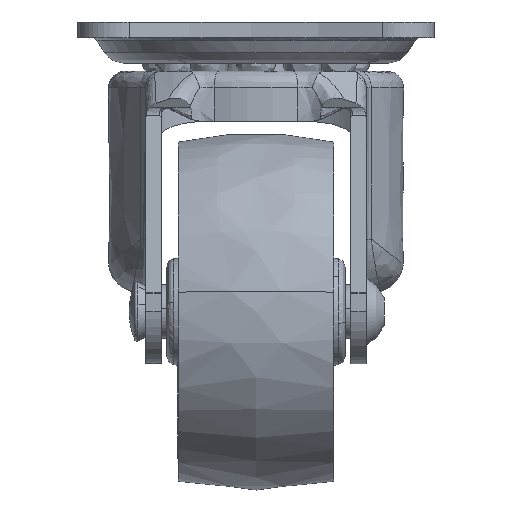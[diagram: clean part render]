
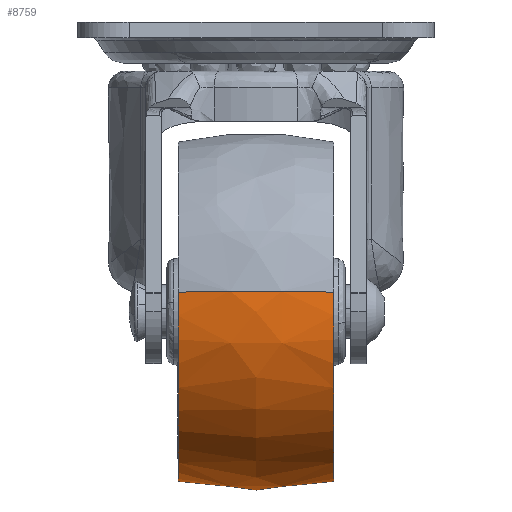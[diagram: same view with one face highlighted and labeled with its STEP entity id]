
A CAD part, left-side view. The second image highlights one B-rep face of the part: STEP entity #8759.
In plain terms, the highlighted free-form (B-spline) face has degree [2, 2] with [5, 9] control points.
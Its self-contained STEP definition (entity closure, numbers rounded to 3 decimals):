
#8602=CARTESIAN_POINT('',(-14.959,-7.702,1.739));
#8603=CARTESIAN_POINT('',(-15.893,-3.908,1.847));
#8604=CARTESIAN_POINT('',(-15.893,0.0,1.847));
#8605=CARTESIAN_POINT('',(-15.893,3.908,1.847));
#8606=CARTESIAN_POINT('',(-14.959,7.702,1.739));
#8607=CARTESIAN_POINT('',(-15.059,-7.702,0.872));
#8608=CARTESIAN_POINT('',(-16.,-3.908,0.927));
#8609=CARTESIAN_POINT('',(-16.0,0.0,0.927));
#8610=CARTESIAN_POINT('',(-16.,3.908,0.927));
#8611=CARTESIAN_POINT('',(-15.059,7.702,0.872));
#8612=CARTESIAN_POINT('',(-15.059,-7.702,0.0));
#8613=CARTESIAN_POINT('',(-16.,-3.908,0.0));
#8614=CARTESIAN_POINT('',(-16.0,0.0,0.0));
#8615=CARTESIAN_POINT('',(-16.0,3.908,0.0));
#8616=CARTESIAN_POINT('',(-15.059,7.702,0.0));
#8617=CARTESIAN_POINT('',(-15.059,-7.702,-15.059));
#8618=CARTESIAN_POINT('',(-16.0,-3.908,-16.0));
#8619=CARTESIAN_POINT('',(-16.,0.0,-16.));
#8620=CARTESIAN_POINT('',(-16.,3.908,-16.));
#8621=CARTESIAN_POINT('',(-15.059,7.702,-15.059));
#8622=CARTESIAN_POINT('',(0.0,-7.702,-15.059));
#8623=CARTESIAN_POINT('',(0.0,-3.908,-16.));
#8624=CARTESIAN_POINT('',(0.0,0.0,-16.0));
#8625=CARTESIAN_POINT('',(0.0,3.908,-16.0));
#8626=CARTESIAN_POINT('',(0.0,7.702,-15.059));
#8627=CARTESIAN_POINT('',(15.059,-7.702,-15.059));
#8628=CARTESIAN_POINT('',(16.0,-3.908,-16.0));
#8629=CARTESIAN_POINT('',(16.,0.0,-16.));
#8630=CARTESIAN_POINT('',(16.,3.908,-16.));
#8631=CARTESIAN_POINT('',(15.059,7.702,-15.059));
#8632=CARTESIAN_POINT('',(15.059,-7.702,0.0));
#8633=CARTESIAN_POINT('',(16.,-3.908,0.0));
#8634=CARTESIAN_POINT('',(16.0,0.0,0.0));
#8635=CARTESIAN_POINT('',(16.0,3.908,0.0));
#8636=CARTESIAN_POINT('',(15.059,7.702,0.0));
#8637=CARTESIAN_POINT('',(15.059,-7.702,15.059));
#8638=CARTESIAN_POINT('',(16.0,-3.908,16.0));
#8639=CARTESIAN_POINT('',(16.,0.0,16.));
#8640=CARTESIAN_POINT('',(16.,3.908,16.));
#8641=CARTESIAN_POINT('',(15.059,7.702,15.059));
#8642=CARTESIAN_POINT('',(0.0,-7.702,15.059));
#8643=CARTESIAN_POINT('',(0.0,-3.908,16.));
#8644=CARTESIAN_POINT('',(0.0,0.0,16.0));
#8645=CARTESIAN_POINT('',(0.0,3.908,16.0));
#8646=CARTESIAN_POINT('',(0.0,7.702,15.059));
#8654=(BOUNDED_SURFACE()B_SPLINE_SURFACE(2,2,((#8602,#8607,#8612,#8617,#8622,#8627,#8632,#8637,#8642),(#8603,#8608,#8613,#8618,#8623,#8628,#8633,#8638,#8643),(#8604,#8609,#8614,#8619,#8624,#8629,#8634,#8639,#8644),(#8605,#8610,#8615,#8620,#8625,#8630,#8635,#8640,#8645),(#8606,#8611,#8616,#8621,#8626,#8631,#8636,#8641,#8646)),.UNSPECIFIED.,.F.,.F.,.U.)B_SPLINE_SURFACE_WITH_KNOTS((3,2,3),(3,2,2,2,3),(0.0,7.954,15.908),(0.0,2.121,28.63,55.14,81.65),.UNSPECIFIED.)GEOMETRIC_REPRESENTATION_ITEM()RATIONAL_B_SPLINE_SURFACE(((0.911,0.929,0.952,0.673,0.952,0.673,0.952,0.673,0.952),(0.927,0.946,0.968,0.685,0.968,0.685,0.968,0.685,0.968),(0.957,0.977,1.0,0.707,1.0,0.707,1.0,0.707,1.0),(0.927,0.946,0.968,0.685,0.968,0.685,0.968,0.685,0.968),(0.911,0.929,0.952,0.673,0.952,0.673,0.952,0.673,0.952)))REPRESENTATION_ITEM('')SURFACE());
#8655=CARTESIAN_POINT('',(-15.123,-7.,1.758));
#8656=VERTEX_POINT('',#8655);
#8657=CARTESIAN_POINT('',(0.0,-7.0,-15.225));
#8658=VERTEX_POINT('',#8657);
#8659=CARTESIAN_POINT('',(-15.123,-7.,1.758));
#8660=CARTESIAN_POINT('',(-15.225,-7.,0.882));
#8661=CARTESIAN_POINT('',(-15.225,-7.,0.));
#8662=CARTESIAN_POINT('',(-15.225,-7.,-15.225));
#8663=CARTESIAN_POINT('',(0.0,-7.0,-15.225));
#8671=(BOUNDED_CURVE()B_SPLINE_CURVE(2,(#8659,#8660,#8661,#8662,#8663),.UNSPECIFIED.,.F.,.U.)B_SPLINE_CURVE_WITH_KNOTS((3,2,3),(0.73,0.75,1.0),.UNSPECIFIED.)CURVE()GEOMETRIC_REPRESENTATION_ITEM()RATIONAL_B_SPLINE_CURVE((0.957,0.977,1.0,0.707,1.0))REPRESENTATION_ITEM(''));
#8672=EDGE_CURVE('',#8656,#8658,#8671,.T.);
#8673=ORIENTED_EDGE('',*,*,#8672,.F.);
#8674=CARTESIAN_POINT('',(-15.123,7.,1.758));
#8675=VERTEX_POINT('',#8674);
#8676=CARTESIAN_POINT('',(-15.123,-7.,1.758));
#8677=CARTESIAN_POINT('',(-15.893,-3.543,1.847));
#8678=CARTESIAN_POINT('',(-15.893,0.,1.847));
#8679=CARTESIAN_POINT('',(-15.893,3.543,1.847));
#8680=CARTESIAN_POINT('',(-15.123,7.,1.758));
#8688=(BOUNDED_CURVE()B_SPLINE_CURVE(2,(#8676,#8677,#8678,#8679,#8680),.UNSPECIFIED.,.F.,.U.)B_SPLINE_CURVE_WITH_KNOTS((3,2,3),(0.392,0.5,0.608),.UNSPECIFIED.)CURVE()GEOMETRIC_REPRESENTATION_ITEM()RATIONAL_B_SPLINE_CURVE((0.914,0.929,0.957,0.929,0.914))REPRESENTATION_ITEM(''));
#8689=EDGE_CURVE('',#8656,#8675,#8688,.T.);
#8690=ORIENTED_EDGE('',*,*,#8689,.T.);
#8691=CARTESIAN_POINT('',(0.0,7.0,-15.225));
#8692=VERTEX_POINT('',#8691);
#8693=CARTESIAN_POINT('',(-15.123,7.,1.758));
#8694=CARTESIAN_POINT('',(-15.225,7.,0.882));
#8695=CARTESIAN_POINT('',(-15.225,7.,0.));
#8696=CARTESIAN_POINT('',(-15.225,7.,-15.225));
#8697=CARTESIAN_POINT('',(0.0,7.0,-15.225));
#8705=(BOUNDED_CURVE()B_SPLINE_CURVE(2,(#8693,#8694,#8695,#8696,#8697),.UNSPECIFIED.,.F.,.U.)B_SPLINE_CURVE_WITH_KNOTS((3,2,3),(0.73,0.75,1.0),.UNSPECIFIED.)CURVE()GEOMETRIC_REPRESENTATION_ITEM()RATIONAL_B_SPLINE_CURVE((0.957,0.977,1.0,0.707,1.0))REPRESENTATION_ITEM(''));
#8706=EDGE_CURVE('',#8675,#8692,#8705,.T.);
#8707=ORIENTED_EDGE('',*,*,#8706,.T.);
#8708=CARTESIAN_POINT('',(0.0,7.,15.225));
#8709=VERTEX_POINT('',#8708);
#8710=CARTESIAN_POINT('',(0.0,7.0,-15.225));
#8711=CARTESIAN_POINT('',(15.225,7.,-15.225));
#8712=CARTESIAN_POINT('',(15.225,7.,0.));
#8713=CARTESIAN_POINT('',(15.225,7.,15.225));
#8714=CARTESIAN_POINT('',(0.0,7.,15.225));
#8722=(BOUNDED_CURVE()B_SPLINE_CURVE(2,(#8710,#8711,#8712,#8713,#8714),.UNSPECIFIED.,.F.,.U.)B_SPLINE_CURVE_WITH_KNOTS((3,2,3),(0.0,0.25,0.5),.UNSPECIFIED.)CURVE()GEOMETRIC_REPRESENTATION_ITEM()RATIONAL_B_SPLINE_CURVE((1.0,0.707,1.0,0.707,1.0))REPRESENTATION_ITEM(''));
#8723=EDGE_CURVE('',#8692,#8709,#8722,.T.);
#8724=ORIENTED_EDGE('',*,*,#8723,.T.);
#8725=CARTESIAN_POINT('',(0.0,-7.,15.225));
#8726=VERTEX_POINT('',#8725);
#8727=CARTESIAN_POINT('',(0.0,-7.,15.225));
#8728=CARTESIAN_POINT('',(0.0,-3.543,16.));
#8729=CARTESIAN_POINT('',(0.0,0.0,16.0));
#8730=CARTESIAN_POINT('',(0.0,3.543,16.));
#8731=CARTESIAN_POINT('',(0.0,7.,15.225));
#8739=(BOUNDED_CURVE()B_SPLINE_CURVE(2,(#8727,#8728,#8729,#8730,#8731),.UNSPECIFIED.,.F.,.U.)B_SPLINE_CURVE_WITH_KNOTS((3,2,3),(0.392,0.5,0.608),.UNSPECIFIED.)CURVE()GEOMETRIC_REPRESENTATION_ITEM()RATIONAL_B_SPLINE_CURVE((0.955,0.971,1.0,0.971,0.955))REPRESENTATION_ITEM(''));
#8740=EDGE_CURVE('',#8726,#8709,#8739,.T.);
#8741=ORIENTED_EDGE('',*,*,#8740,.F.);
#8742=CARTESIAN_POINT('',(0.0,-7.0,-15.225));
#8743=CARTESIAN_POINT('',(15.225,-7.,-15.225));
#8744=CARTESIAN_POINT('',(15.225,-7.,0.));
#8745=CARTESIAN_POINT('',(15.225,-7.,15.225));
#8746=CARTESIAN_POINT('',(0.0,-7.,15.225));
#8754=(BOUNDED_CURVE()B_SPLINE_CURVE(2,(#8742,#8743,#8744,#8745,#8746),.UNSPECIFIED.,.F.,.U.)B_SPLINE_CURVE_WITH_KNOTS((3,2,3),(0.0,0.25,0.5),.UNSPECIFIED.)CURVE()GEOMETRIC_REPRESENTATION_ITEM()RATIONAL_B_SPLINE_CURVE((1.0,0.707,1.0,0.707,1.0))REPRESENTATION_ITEM(''));
#8755=EDGE_CURVE('',#8658,#8726,#8754,.T.);
#8756=ORIENTED_EDGE('',*,*,#8755,.F.);
#8757=EDGE_LOOP('',(#8673,#8690,#8707,#8724,#8741,#8756));
#8758=FACE_OUTER_BOUND('',#8757,.T.);
#8759=ADVANCED_FACE('',(#8758),#8654,.T.);
